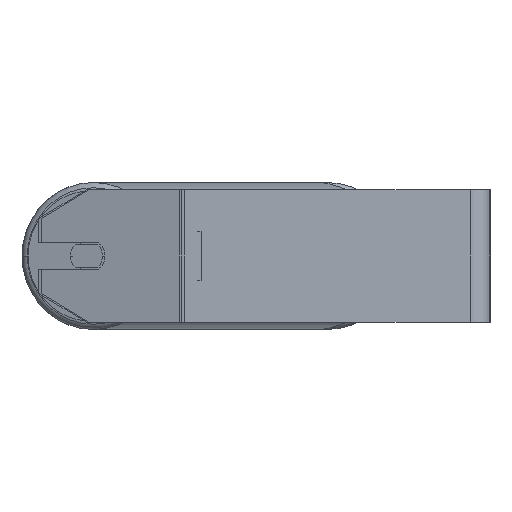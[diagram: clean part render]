
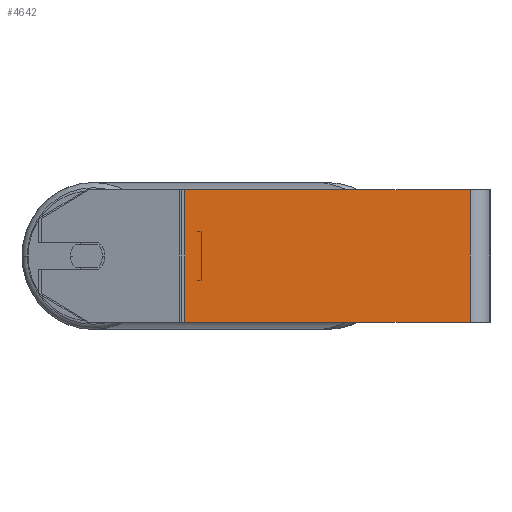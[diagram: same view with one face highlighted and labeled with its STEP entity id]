
A CAD part, left-side view. The second image highlights one B-rep face of the part: STEP entity #4642.
In plain terms, the highlighted planar face has unit normal (-1, 0, 0).
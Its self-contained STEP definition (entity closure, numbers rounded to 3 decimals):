
#478 = EDGE_CURVE ( 'NONE', #8526, #4267, #5233, .T. ) ;
#1199 = CARTESIAN_POINT ( 'NONE',  ( -840., 184.882, 40. ) ) ;
#1343 = VECTOR ( 'NONE', #3235, 1000. ) ;
#2033 = CARTESIAN_POINT ( 'NONE',  ( -840., 186.462, 40. ) ) ;
#2065 = ORIENTED_EDGE ( 'NONE', *, *, #7606, .F. ) ;
#2140 = VERTEX_POINT ( 'NONE', #7291 ) ;
#2397 = DIRECTION ( 'NONE',  ( 0., 0., -1. ) ) ;
#2438 = DIRECTION ( 'NONE',  ( 1., 0., 0. ) ) ;
#2687 = ORIENTED_EDGE ( 'NONE', *, *, #6337, .T. ) ;
#2880 = CARTESIAN_POINT ( 'NONE',  ( -840., 184.882, 40. ) ) ;
#2990 = DIRECTION ( 'NONE',  ( 0., 0., -1. ) ) ;
#3069 = EDGE_LOOP ( 'NONE', ( #2687, #2065, #4842, #3233 ) ) ;
#3144 = LINE ( 'NONE', #3704, #5084 ) ;
#3233 = ORIENTED_EDGE ( 'NONE', *, *, #5632, .T. ) ;
#3235 = DIRECTION ( 'NONE',  ( 0., -1., 0. ) ) ;
#3704 = CARTESIAN_POINT ( 'NONE',  ( -840., 12., 40. ) ) ;
#3861 = CARTESIAN_POINT ( 'NONE',  ( -840., 12., 40. ) ) ;
#4267 = VERTEX_POINT ( 'NONE', #3861 ) ;
#4642 = ADVANCED_FACE ( 'NONE', ( #8600 ), #5105, .F. ) ;
#4791 = LINE ( 'NONE', #8546, #5943 ) ;
#4842 = ORIENTED_EDGE ( 'NONE', *, *, #478, .F. ) ;
#5084 = VECTOR ( 'NONE', #7834, 1000. ) ;
#5105 = PLANE ( 'NONE',  #7748 ) ;
#5224 = VECTOR ( 'NONE', #2990, 1000. ) ;
#5233 = LINE ( 'NONE', #2033, #1343 ) ;
#5632 = EDGE_CURVE ( 'NONE', #8526, #2140, #5817, .T. ) ;
#5817 = LINE ( 'NONE', #1199, #5224 ) ;
#5868 = CARTESIAN_POINT ( 'NONE',  ( -840., 12., -40. ) ) ;
#5943 = VECTOR ( 'NONE', #7749, 1000. ) ;
#6337 = EDGE_CURVE ( 'NONE', #2140, #8408, #4791, .T. ) ;
#7049 = CARTESIAN_POINT ( 'NONE',  ( -840., 186.462, 40. ) ) ;
#7291 = CARTESIAN_POINT ( 'NONE',  ( -840., 184.882, -40. ) ) ;
#7606 = EDGE_CURVE ( 'NONE', #4267, #8408, #3144, .T. ) ;
#7748 = AXIS2_PLACEMENT_3D ( 'NONE', #7049, #2438, #2397 ) ;
#7749 = DIRECTION ( 'NONE',  ( 0., -1., 0. ) ) ;
#7834 = DIRECTION ( 'NONE',  ( 0., 0., -1. ) ) ;
#8408 = VERTEX_POINT ( 'NONE', #5868 ) ;
#8526 = VERTEX_POINT ( 'NONE', #2880 ) ;
#8546 = CARTESIAN_POINT ( 'NONE',  ( -840., 186.462, -40. ) ) ;
#8600 = FACE_OUTER_BOUND ( 'NONE', #3069, .T. ) ;
